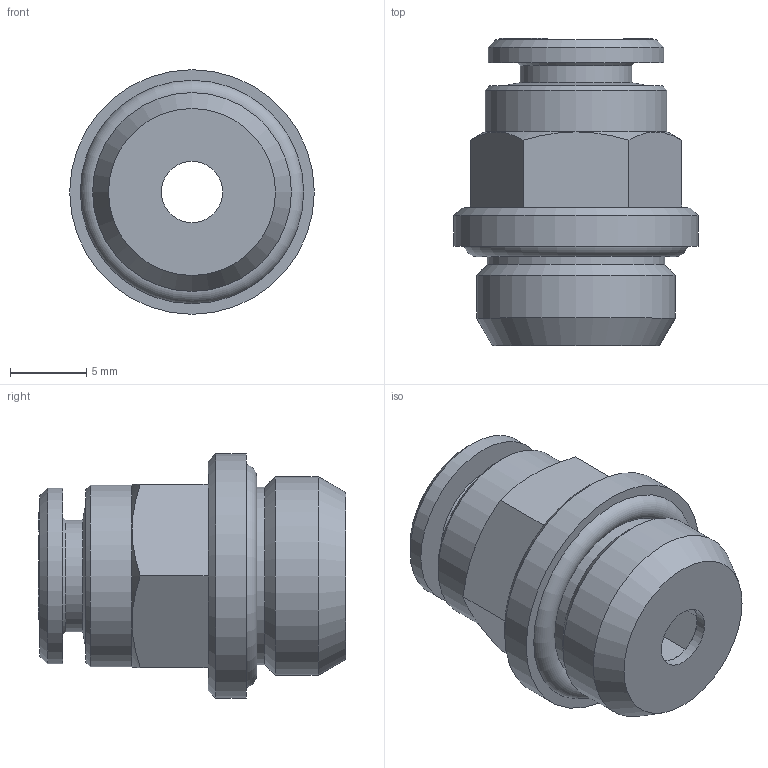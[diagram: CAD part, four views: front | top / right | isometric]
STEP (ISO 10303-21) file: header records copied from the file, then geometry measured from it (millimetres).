
FILE_DESCRIPTION(/* description */ ('STEP AP214'),/* implementation_level */ '2;1');
FILE_NAME(/* name */ 'AP020032',/* time_stamp */ '2023-03-28T14:10:35+02:00',/* author */ ('License CC BY-ND 4.0'),/* organization */ ('CADENAS'),/* preprocessor_version */ 'ST-DEVELOPER v19.3',/* originating_system */ 'PARTsolutions',/* authorisation */ ' ');
FILE_SCHEMA (('AUTOMOTIVE_DESIGN {1 0 10303 214 3 1 1}'));
Length unit declared in the file: millimetre
Products named in the file (2): AP020032; AP020032_PART1
Assembly tree (1 placements, depth 2):
  AP020032
    AP020032_PART1
Bounding box: 16 x 20.1 x 16 mm (x, y, z)
Volume: 1944 mm3; surface area: 1613.4 mm2
Topology: 1 solids, 1 shells, 150 faces, 376 edges, 245 vertices
Faces by surface type: plane 88, bspline 43, cone 10, cylinder 8, torus 1
Full cylindrical faces by diameter (mm): 4 x1, 6.15 x1, 7.3 x1, 11.5 x1, 11.6 x1, 11.9 x1, 13 x1, 16 x1
Entity records: 7758 total; most frequent: CARTESIAN_POINT 3469, ORIENTED_EDGE 706, DIRECTION 502, EDGE_CURVE 353, VERTEX_POINT 241, LINE 226, VECTOR 226, EDGE_LOOP 188
